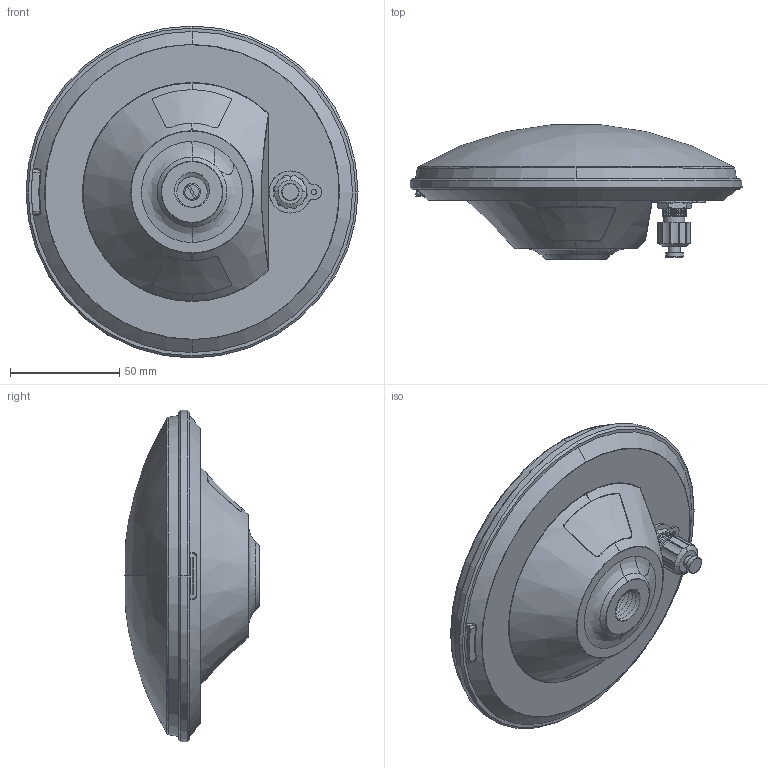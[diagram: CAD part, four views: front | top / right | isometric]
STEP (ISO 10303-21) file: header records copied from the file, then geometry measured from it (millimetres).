
FILE_DESCRIPTION (( 'STEP AP214' ), '1' );
FILE_NAME ('LCANGPS1004_3D.STEP', '2022-05-09T20:56:26', ( '' ), ( '' ), 'SwSTEP 2.0', 'SolidWorks 2021', '' );
FILE_SCHEMA (( 'AUTOMOTIVE_DESIGN' ));
Length unit declared in the file: inch
Products named in the file (1): LCANGPS1004_3D
Bounding box: 152 x 61.75 x 152 mm (x, y, z)
Volume: 525898.6 mm3; surface area: 52577.7 mm2
Topology: 1 solids, 13 shells, 457 faces, 1189 edges, 746 vertices
Faces by surface type: cone 173, cylinder 153, plane 77, bspline 54
Entity records: 24983 total; most frequent: CARTESIAN_POINT 12670, ORIENTED_EDGE 2378, DIRECTION 1747, EDGE_CURVE 1189, VERTEX_POINT 746, AXIS2_PLACEMENT_3D 694, B_SPLINE_CURVE_WITH_KNOTS 508, EDGE_LOOP 481
